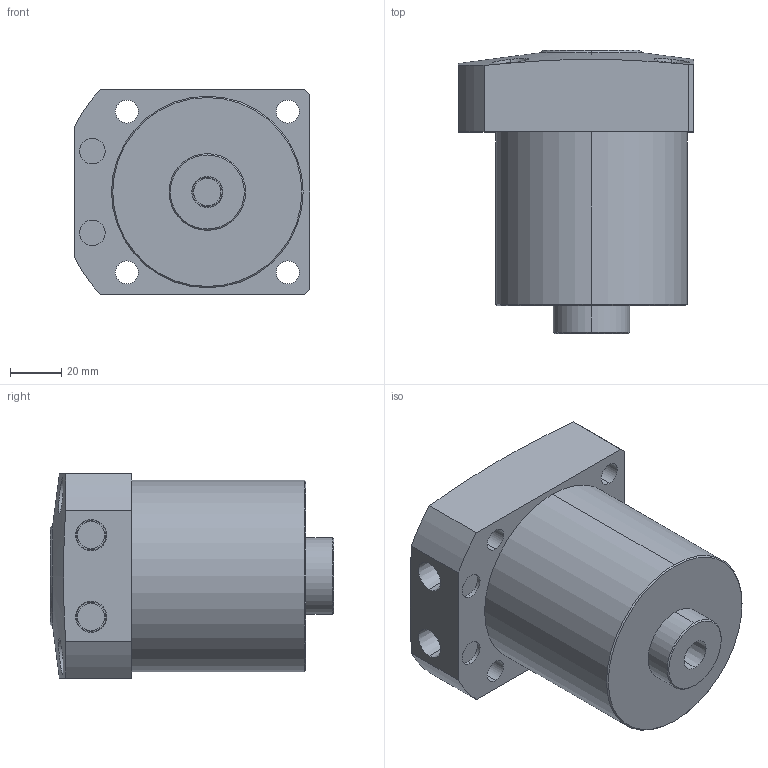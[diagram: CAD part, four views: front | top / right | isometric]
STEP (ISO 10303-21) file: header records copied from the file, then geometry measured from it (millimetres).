
FILE_DESCRIPTION (( 'STEP AP203' ), '1' );
FILE_NAME ('FP0750-GD.STEP', '2019-09-24T03:34:47', ( '微软用户' ), ( '微软中国' ), 'SwSTEP 2.0', 'SolidWorks 2012', '' );
FILE_SCHEMA (( 'CONFIG_CONTROL_DESIGN' ));
Length unit declared in the file: millimetre
Products named in the file (1): FP0750-GD
Bounding box: 92 x 111 x 80 mm (x, y, z)
Volume: 503198.2 mm3; surface area: 45264.8 mm2
Topology: 1 solids, 1 shells, 75 faces, 164 edges, 106 vertices
Faces by surface type: cylinder 34, plane 23, cone 16, torus 2
Entity records: 2545 total; most frequent: CARTESIAN_POINT 746, DIRECTION 386, ORIENTED_EDGE 328, EDGE_CURVE 164, AXIS2_PLACEMENT_3D 162, VERTEX_POINT 106, EDGE_LOOP 98, CIRCLE 86
